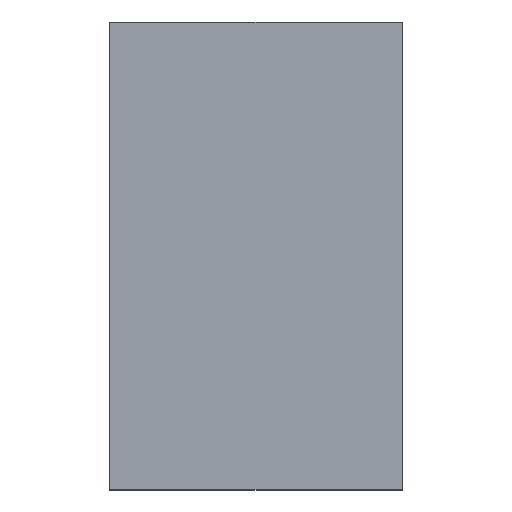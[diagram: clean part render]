
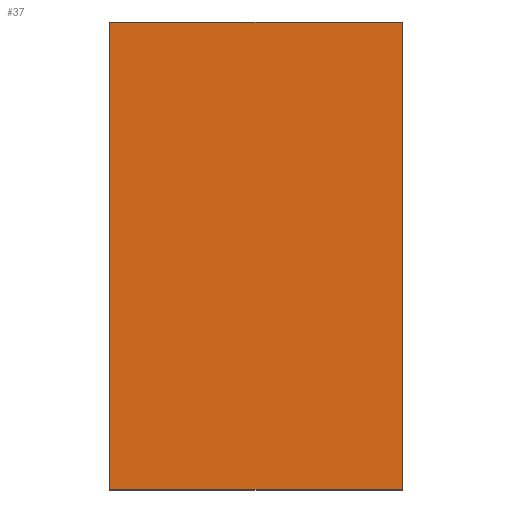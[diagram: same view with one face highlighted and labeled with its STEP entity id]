
A CAD part, top view. The second image highlights one B-rep face of the part: STEP entity #37.
In plain terms, the highlighted planar face has unit normal (0, 0, 1).
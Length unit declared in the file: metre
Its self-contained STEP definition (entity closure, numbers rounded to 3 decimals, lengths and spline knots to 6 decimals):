
#37=ADVANCED_FACE('0:30',(#76),#77,.T.);
#76=FACE_OUTER_BOUND('',#114,.T.);
#77=PLANE('',#115);
#114=EDGE_LOOP('',(#151,#152,#153,#154));
#115=AXIS2_PLACEMENT_3D('',#155,#156,#157);
#151=ORIENTED_EDGE('',*,*,#237,.F.);
#152=ORIENTED_EDGE('',*,*,#238,.F.);
#153=ORIENTED_EDGE('',*,*,#239,.F.);
#154=ORIENTED_EDGE('',*,*,#240,.F.);
#155=CARTESIAN_POINT('',(0.0,0.0,0.0003));
#156=DIRECTION('',(0.0,0.0,1.0));
#157=DIRECTION('',(1.0,0.0,0.0));
#237=EDGE_CURVE('0:69',#276,#277,#278,.T.);
#238=EDGE_CURVE('0:72',#279,#276,#280,.T.);
#239=EDGE_CURVE('0:75',#281,#279,#282,.T.);
#240=EDGE_CURVE('0:78',#277,#281,#283,.T.);
#276=VERTEX_POINT('',#331);
#277=VERTEX_POINT('',#332);
#278=LINE('',#333,#334);
#279=VERTEX_POINT('',#335);
#280=LINE('',#336,#337);
#281=VERTEX_POINT('',#338);
#282=LINE('',#339,#340);
#283=LINE('',#341,#342);
#331=CARTESIAN_POINT('',(0.000625,-0.001,0.0003));
#332=CARTESIAN_POINT('',(-0.000625,-0.001,0.0003));
#333=CARTESIAN_POINT('',(0.0,-0.001,0.0003));
#334=VECTOR('',#396,1.0);
#335=CARTESIAN_POINT('',(0.000625,0.001,0.0003));
#336=CARTESIAN_POINT('',(0.000625,0.0,0.0003));
#337=VECTOR('',#397,1.0);
#338=CARTESIAN_POINT('',(-0.000625,0.001,0.0003));
#339=CARTESIAN_POINT('',(0.0,0.001,0.0003));
#340=VECTOR('',#398,1.0);
#341=CARTESIAN_POINT('',(-0.000625,0.0,0.0003));
#342=VECTOR('',#399,1.0);
#396=DIRECTION('',(-1.0,0.0,0.0));
#397=DIRECTION('',(0.0,-1.0,0.0));
#398=DIRECTION('',(1.0,0.0,0.0));
#399=DIRECTION('',(0.0,1.0,0.0));
